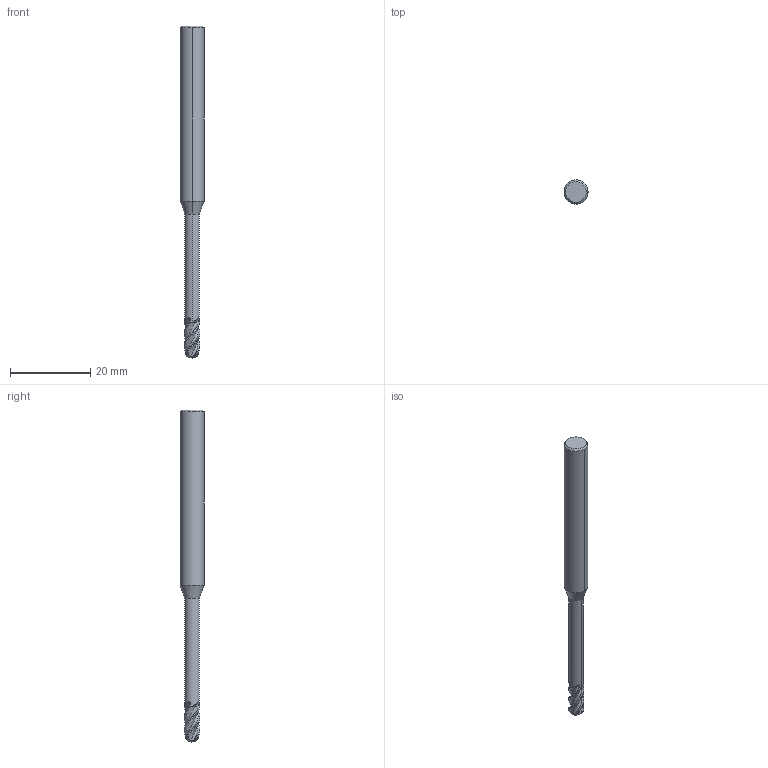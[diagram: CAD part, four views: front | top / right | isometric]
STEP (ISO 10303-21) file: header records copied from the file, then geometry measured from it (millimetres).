
FILE_DESCRIPTION(('no description'),'unknown implementation level');
FILE_NAME('EXN1-M08-0113-4-Detail.stp',' ',('CIMSOURCE GmbH'),('CADClick - KiM GmbH - www.kimweb.de'),'unknown preprocess','ACIS','unknown authorization');
FILE_SCHEMA(('automotive_design'));
Length unit declared in the file: millimetre
Products named in the file (2): NOCUT; CUT
Bounding box: 6 x 6 x 83 mm (x, y, z)
Volume: 1644 mm3; surface area: 1360.7 mm2
Topology: 2 solids, 2 shells, 131 faces, 366 edges, 235 vertices
Faces by surface type: bspline 64, plane 21, cone 16, sphere 14, revolution 12, cylinder 4
Entity records: 25024 total; most frequent: CARTESIAN_POINT 18220, STYLED_ITEM 730, PRESENTATION_STYLE_ASSIGNMENT 730, COLOUR_RGB 730, ORIENTED_EDGE 724, EDGE_CURVE 362, CURVE_STYLE 362, DRAUGHTING_PRE_DEFINED_CURVE_FONT 362
